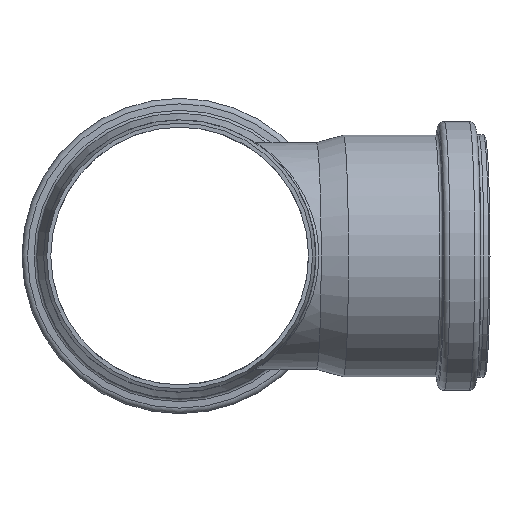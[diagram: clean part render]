
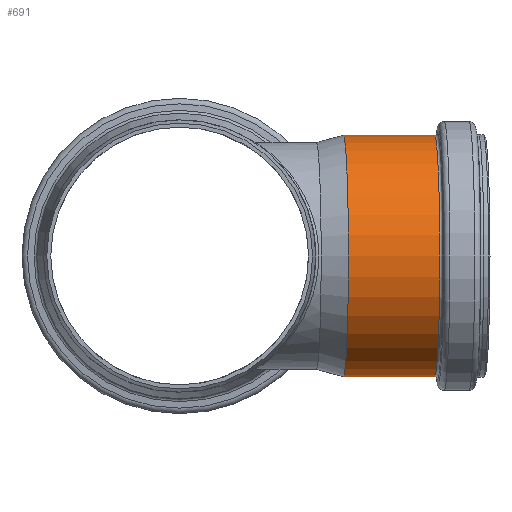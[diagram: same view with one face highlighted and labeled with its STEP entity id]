
A CAD part, front view. The second image highlights one B-rep face of the part: STEP entity #691.
In plain terms, the highlighted cylindrical face has radius 40 mm (diameter 80 mm), a full revolution.
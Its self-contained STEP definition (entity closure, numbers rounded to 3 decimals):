
#65=FACE_BOUND('',#298,.T.);
#135=CIRCLE('',#775,40.);
#136=CIRCLE('',#777,40.);
#172=CYLINDRICAL_SURFACE('',#776,40.);
#212=FACE_OUTER_BOUND('',#297,.T.);
#297=EDGE_LOOP('',(#588));
#298=EDGE_LOOP('',(#589));
#412=VERTEX_POINT('',#1734);
#413=VERTEX_POINT('',#1737);
#484=EDGE_CURVE('',#412,#412,#135,.T.);
#485=EDGE_CURVE('',#413,#413,#136,.T.);
#588=ORIENTED_EDGE('',*,*,#484,.T.);
#589=ORIENTED_EDGE('',*,*,#485,.F.);
#691=ADVANCED_FACE('',(#212,#65),#172,.T.);
#775=AXIS2_PLACEMENT_3D('',#1735,#940,#941);
#776=AXIS2_PLACEMENT_3D('',#1736,#942,#943);
#777=AXIS2_PLACEMENT_3D('',#1738,#944,#945);
#940=DIRECTION('center_axis',(-0.999,-0.044,0.));
#941=DIRECTION('ref_axis',(0.044,-0.999,0.));
#942=DIRECTION('center_axis',(-0.999,-0.044,0.));
#943=DIRECTION('ref_axis',(0.044,-0.999,0.));
#944=DIRECTION('center_axis',(-0.999,-0.044,0.));
#945=DIRECTION('ref_axis',(0.044,-0.999,0.));
#1734=CARTESIAN_POINT('',(86.208,59.726,0.));
#1735=CARTESIAN_POINT('Origin',(84.463,99.688,0.));
#1736=CARTESIAN_POINT('Origin',(69.324,99.027,0.));
#1737=CARTESIAN_POINT('',(55.93,58.404,0.));
#1738=CARTESIAN_POINT('Origin',(54.185,98.366,0.));
